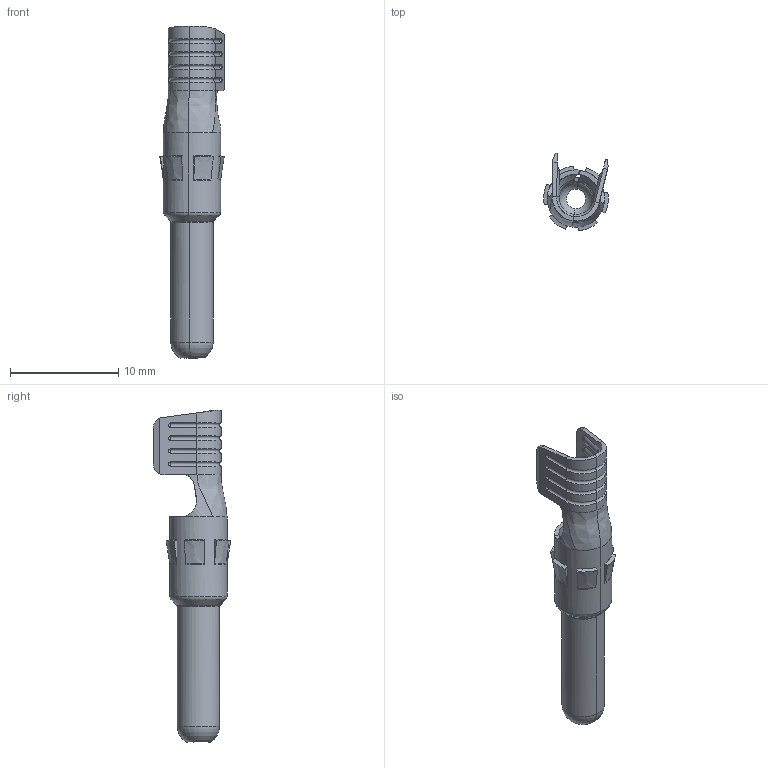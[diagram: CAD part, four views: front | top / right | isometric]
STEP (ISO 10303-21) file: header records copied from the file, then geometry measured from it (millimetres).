
FILE_DESCRIPTION(('CATIA V5 STEP Exchange','CAx-IF Rec.Pracs.--- Model Styling and Organization---1.5--- 2016-08-15','CAx-IF Rec.Pracs.---Supplemental Geometry---1.0---2011-11-01','CAx-IF Rec.Pracs.--- Composite Materials ---1.1---2010-07-15'),'2;1');
FILE_NAME ('015729-3_1', '2024-11-19T07:01:13+00:00', ('none'), ('Weidmueller'), 'CATIA Version 5-6 Release 2022 SP4 HF5', 'CATIA V5 STEP AP214 v3', 'none');
FILE_SCHEMA(('AUTOMOTIVE_DESIGN { 1 0 10303 214 1 1 1 1 }'));
Length unit declared in the file: millimetre
Products named in the file (1): 1530680000
Bounding box: 6 x 7.17 x 30.72 mm (x, y, z)
Volume: 150 mm3; surface area: 820.3 mm2
Topology: 1 solids, 1 shells, 217 faces, 615 edges, 384 vertices
Faces by surface type: plane 64, cylinder 46, torus 40, bspline 34, cone 17, sphere 16
Entity records: 8393 total; most frequent: CARTESIAN_POINT 3693, ORIENTED_EDGE 1198, EDGE_CURVE 599, DIRECTION 591, VERTEX_POINT 384, AXIS2_PLACEMENT_3D 291, EDGE_LOOP 229, ADVANCED_FACE 217
